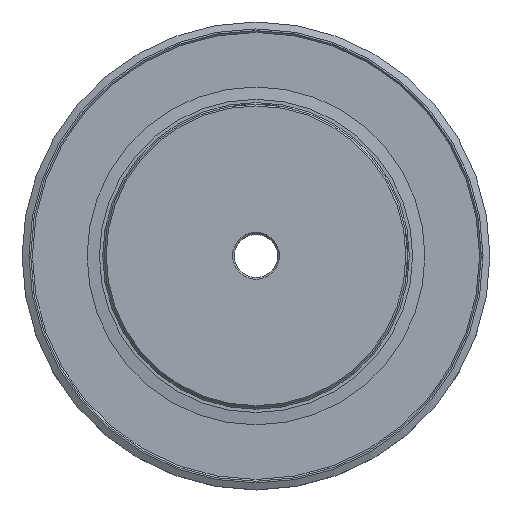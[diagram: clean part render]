
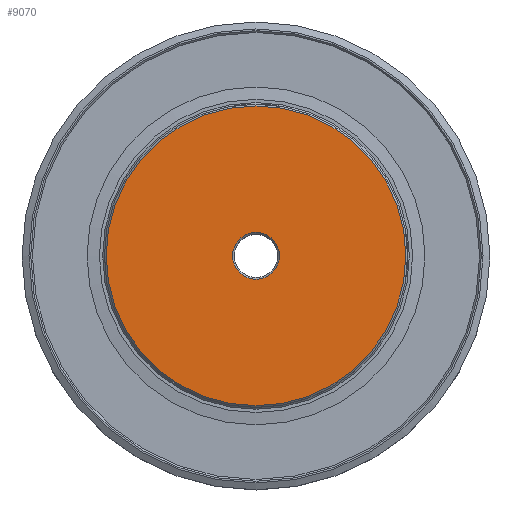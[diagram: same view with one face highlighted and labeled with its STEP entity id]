
A CAD part, top view. The second image highlights one B-rep face of the part: STEP entity #9070.
In plain terms, the highlighted planar face has unit normal (0, 0, 1).
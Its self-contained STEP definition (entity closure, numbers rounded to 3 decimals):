
#524=FACE_BOUND('',#1066,.T.);
#534=PLANE('',#10086);
#551=FACE_OUTER_BOUND('',#1065,.T.);
#1065=EDGE_LOOP('',(#6577));
#1066=EDGE_LOOP('',(#6578));
#3063=CIRCLE('',#10085,2.7);
#3064=CIRCLE('',#10087,17.3);
#4053=VERTEX_POINT('',#15650);
#4054=VERTEX_POINT('',#15654);
#5057=EDGE_CURVE('',#4053,#4053,#3063,.T.);
#5059=EDGE_CURVE('',#4054,#4054,#3064,.T.);
#6577=ORIENTED_EDGE('',*,*,#5059,.F.);
#6578=ORIENTED_EDGE('',*,*,#5057,.F.);
#9070=ADVANCED_FACE('',(#551,#524),#534,.T.);
#10085=AXIS2_PLACEMENT_3D('',#15651,#12092,#12093);
#10086=AXIS2_PLACEMENT_3D('',#15653,#12095,#12096);
#10087=AXIS2_PLACEMENT_3D('',#15655,#12097,#12098);
#12092=DIRECTION('center_axis',(0.,0.,1.));
#12093=DIRECTION('ref_axis',(-1.,0.,0.));
#12095=DIRECTION('center_axis',(0.,0.,1.));
#12096=DIRECTION('ref_axis',(1.,0.,0.));
#12097=DIRECTION('center_axis',(0.,0.,-1.));
#12098=DIRECTION('ref_axis',(-1.,0.,0.));
#15650=CARTESIAN_POINT('',(2.7,0.,11.4));
#15651=CARTESIAN_POINT('Origin',(0.,0.,11.4));
#15653=CARTESIAN_POINT('Origin',(0.,0.,11.4));
#15654=CARTESIAN_POINT('',(17.3,0.,11.4));
#15655=CARTESIAN_POINT('Origin',(0.,0.,11.4));
